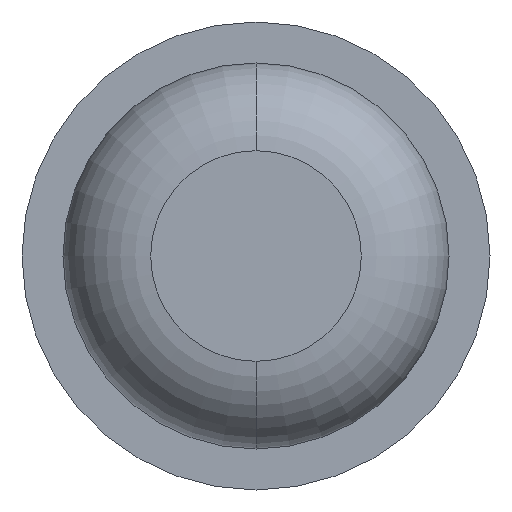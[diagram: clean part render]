
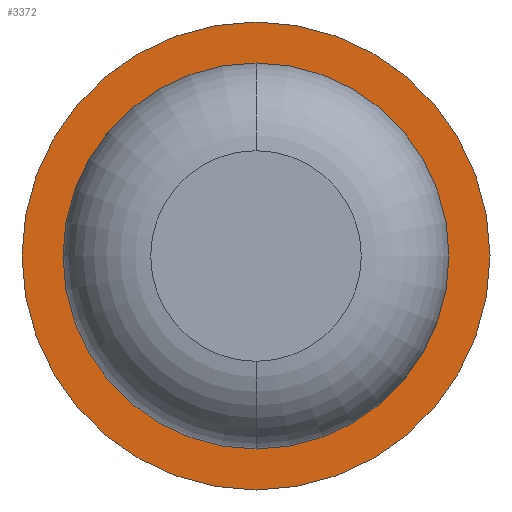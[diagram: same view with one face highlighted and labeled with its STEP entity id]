
A CAD part, front view. The second image highlights one B-rep face of the part: STEP entity #3372.
In plain terms, the highlighted planar face has unit normal (0, -1, 0).
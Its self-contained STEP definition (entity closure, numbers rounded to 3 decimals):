
#134 = AXIS2_PLACEMENT_3D ( 'NONE', #3497, #1780, #2066 ) ;
#346 = EDGE_CURVE ( 'Defeature ausgef�hrt1_4+Defeature ausgef�hrt1_0+Defeature ausgef�hrt1_0+Defeature ausgef�hrt1_0', #558, #3044, #2277, .T. ) ;
#435 = CIRCLE ( 'NONE', #2201, 0.825 ) ;
#437 = CARTESIAN_POINT ( 'NONE',  ( 0., -2., 0. ) ) ;
#452 = CARTESIAN_POINT ( 'NONE',  ( 0., -2., -0.825 ) ) ;
#558 = VERTEX_POINT ( 'NONE', #3038 ) ;
#628 = VERTEX_POINT ( 'NONE', #1943 ) ;
#631 = DIRECTION ( 'NONE',  ( 0., 0., 1. ) ) ;
#1320 = DIRECTION ( 'NONE',  ( 0., 1., 0. ) ) ;
#1330 = FACE_OUTER_BOUND ( 'NONE', #1635, .T. ) ;
#1551 = DIRECTION ( 'NONE',  ( 0., 0., 1. ) ) ;
#1586 = ORIENTED_EDGE ( 'NONE', *, *, #2866, .F. ) ;
#1604 = CIRCLE ( 'NONE', #3444, 1. ) ;
#1609 = CIRCLE ( 'NONE', #1687, 1. ) ;
#1635 = EDGE_LOOP ( 'NONE', ( #2213, #1586 ) ) ;
#1652 = DIRECTION ( 'NONE',  ( 0., 0., 1. ) ) ;
#1687 = AXIS2_PLACEMENT_3D ( 'NONE', #437, #1320, #2439 ) ;
#1777 = DIRECTION ( 'NONE',  ( 0., 1., 0. ) ) ;
#1780 = DIRECTION ( 'NONE',  ( 0., 1., 0. ) ) ;
#1943 = CARTESIAN_POINT ( 'NONE',  ( 0., -2., -1. ) ) ;
#2066 = DIRECTION ( 'NONE',  ( 0., 0., 1. ) ) ;
#2201 = AXIS2_PLACEMENT_3D ( 'NONE', #3188, #1777, #631 ) ;
#2213 = ORIENTED_EDGE ( 'NONE', *, *, #3694, .F. ) ;
#2275 = EDGE_CURVE ( 'Defeature ausgef�hrt1_4+Defeature ausgef�hrt1_0+Defeature ausgef�hrt1_0+Defeature ausgef�hrt1_0', #3044, #558, #435, .T. ) ;
#2277 = CIRCLE ( 'NONE', #2304, 0.825 ) ;
#2304 = AXIS2_PLACEMENT_3D ( 'NONE', #3267, #2376, #1551 ) ;
#2376 = DIRECTION ( 'NONE',  ( 0., 1., 0. ) ) ;
#2439 = DIRECTION ( 'NONE',  ( 0., 0., 1. ) ) ;
#2519 = DIRECTION ( 'NONE',  ( 0., 1., 0. ) ) ;
#2651 = CARTESIAN_POINT ( 'NONE',  ( 0., -2., 1. ) ) ;
#2866 = EDGE_CURVE ( 'Defeature ausgef�hrt1_5+Defeature ausgef�hrt1_4+Defeature ausgef�hrt1_4+Defeature ausgef�hrt1_4', #628, #3286, #1609, .T. ) ;
#3038 = CARTESIAN_POINT ( 'NONE',  ( 0., -2., 0.825 ) ) ;
#3044 = VERTEX_POINT ( 'NONE', #452 ) ;
#3188 = CARTESIAN_POINT ( 'NONE',  ( 0., -2., 0. ) ) ;
#3205 = PLANE ( 'NONE',  #134 ) ;
#3267 = CARTESIAN_POINT ( 'NONE',  ( 0., -2., 0. ) ) ;
#3286 = VERTEX_POINT ( 'NONE', #2651 ) ;
#3300 = EDGE_LOOP ( 'NONE', ( #3737, #3519 ) ) ;
#3368 = CARTESIAN_POINT ( 'NONE',  ( 0., -2., 0. ) ) ;
#3372 = ADVANCED_FACE ( 'Defeature ausgef�hrt1_4', ( #1330, #3531 ), #3205, .F. ) ;
#3444 = AXIS2_PLACEMENT_3D ( 'NONE', #3368, #2519, #1652 ) ;
#3497 = CARTESIAN_POINT ( 'NONE',  ( 1., -2., 0. ) ) ;
#3519 = ORIENTED_EDGE ( 'NONE', *, *, #2275, .T. ) ;
#3531 = FACE_BOUND ( 'NONE', #3300, .T. ) ;
#3694 = EDGE_CURVE ( 'Defeature ausgef�hrt1_5+Defeature ausgef�hrt1_4+Defeature ausgef�hrt1_4+Defeature ausgef�hrt1_4', #3286, #628, #1604, .T. ) ;
#3737 = ORIENTED_EDGE ( 'NONE', *, *, #346, .T. ) ;
